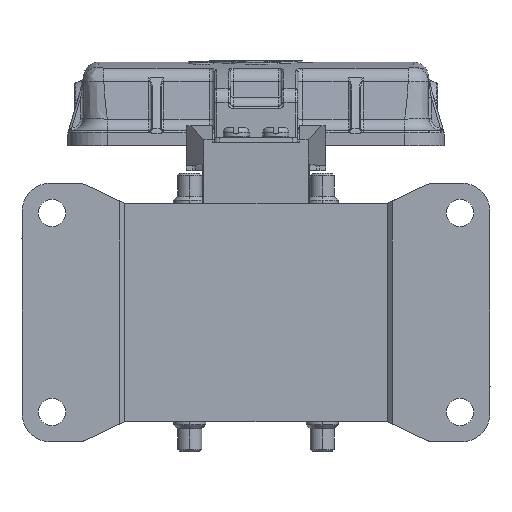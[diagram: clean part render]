
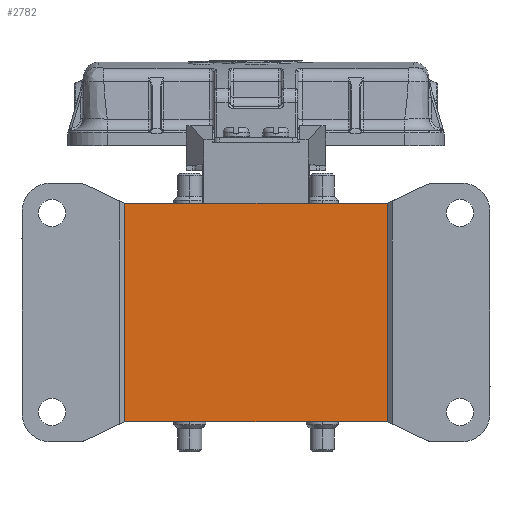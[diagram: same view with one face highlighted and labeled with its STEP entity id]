
A CAD part, front view. The second image highlights one B-rep face of the part: STEP entity #2782.
In plain terms, the highlighted planar face has unit normal (0, -1, 0).
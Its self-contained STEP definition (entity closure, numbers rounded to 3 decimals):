
#1294=PLANE('',#27443);
#2782=ADVANCED_FACE('',(#4832),#1294,.T.);
#4832=FACE_OUTER_BOUND('',#6362,.T.);
#6362=EDGE_LOOP('',(#17727,#17728,#17729,#17730,#17731,#17732,#17733,#17734));
#17727=ORIENTED_EDGE('',*,*,#24024,.F.);
#17728=ORIENTED_EDGE('',*,*,#23284,.T.);
#17729=ORIENTED_EDGE('',*,*,#24030,.F.);
#17730=ORIENTED_EDGE('',*,*,#24017,.F.);
#17731=ORIENTED_EDGE('',*,*,#24031,.F.);
#17732=ORIENTED_EDGE('',*,*,#24032,.F.);
#17733=ORIENTED_EDGE('',*,*,#24033,.F.);
#17734=ORIENTED_EDGE('',*,*,#24028,.F.);
#19815=VERTEX_POINT('',#64539);
#19816=VERTEX_POINT('',#64544);
#20295=VERTEX_POINT('',#66486);
#20296=VERTEX_POINT('',#66491);
#20301=VERTEX_POINT('',#66511);
#20304=VERTEX_POINT('',#66525);
#20305=VERTEX_POINT('',#66539);
#20306=VERTEX_POINT('',#66544);
#23284=EDGE_CURVE('',#19816,#19815,#25138,.T.);
#24017=EDGE_CURVE('',#20295,#20296,#25256,.T.);
#24024=EDGE_CURVE('',#19816,#20301,#25258,.T.);
#24028=EDGE_CURVE('',#20301,#20304,#25260,.T.);
#24030=EDGE_CURVE('',#20296,#19815,#25262,.T.);
#24031=EDGE_CURVE('',#20305,#20295,#25263,.T.);
#24032=EDGE_CURVE('',#20306,#20305,#25264,.T.);
#24033=EDGE_CURVE('',#20304,#20306,#25265,.T.);
#25138=B_SPLINE_CURVE_WITH_KNOTS('',3,(#64540,#64541,#64542,#64543),
 .UNSPECIFIED.,.F.,.F.,(4,4),(0.,1.),.UNSPECIFIED.);
#25256=B_SPLINE_CURVE_WITH_KNOTS('',3,(#66487,#66488,#66489,#66490),
 .UNSPECIFIED.,.F.,.F.,(4,4),(0.,1.),.UNSPECIFIED.);
#25258=B_SPLINE_CURVE_WITH_KNOTS('',3,(#66507,#66508,#66509,#66510),
 .UNSPECIFIED.,.F.,.F.,(4,4),(0.,1.),.UNSPECIFIED.);
#25260=B_SPLINE_CURVE_WITH_KNOTS('',3,(#66521,#66522,#66523,#66524),
 .UNSPECIFIED.,.F.,.F.,(4,4),(0.,1.),.UNSPECIFIED.);
#25262=B_SPLINE_CURVE_WITH_KNOTS('',3,(#66531,#66532,#66533,#66534),
 .UNSPECIFIED.,.F.,.F.,(4,4),(0.,1.),.UNSPECIFIED.);
#25263=B_SPLINE_CURVE_WITH_KNOTS('',3,(#66535,#66536,#66537,#66538),
 .UNSPECIFIED.,.F.,.F.,(4,4),(0.,1.),.UNSPECIFIED.);
#25264=B_SPLINE_CURVE_WITH_KNOTS('',3,(#66540,#66541,#66542,#66543),
 .UNSPECIFIED.,.F.,.F.,(4,4),(0.,1.),.UNSPECIFIED.);
#25265=B_SPLINE_CURVE_WITH_KNOTS('',3,(#66545,#66546,#66547,#66548),
 .UNSPECIFIED.,.F.,.F.,(4,4),(0.,1.),.UNSPECIFIED.);
#27443=AXIS2_PLACEMENT_3D('',#66549,#33404,#33405);
#33404=DIRECTION('',(0.,-1.,0.));
#33405=DIRECTION('',(-1.,0.,0.));
#64539=CARTESIAN_POINT('',(-0.65,50.375,62.434));
#64540=CARTESIAN_POINT('',(52.055,50.375,62.434));
#64541=CARTESIAN_POINT('',(34.487,50.375,62.434));
#64542=CARTESIAN_POINT('',(16.918,50.375,62.434));
#64543=CARTESIAN_POINT('',(-0.65,50.375,62.434));
#64544=CARTESIAN_POINT('',(52.055,50.375,62.434));
#66486=CARTESIAN_POINT('',(-0.668,50.375,18.594));
#66487=CARTESIAN_POINT('',(-0.668,50.376,18.594));
#66488=CARTESIAN_POINT('',(-0.668,50.376,33.21));
#66489=CARTESIAN_POINT('',(-0.668,50.376,47.826));
#66490=CARTESIAN_POINT('',(-0.668,50.376,62.441));
#66491=CARTESIAN_POINT('',(-0.668,50.375,62.441));
#66507=CARTESIAN_POINT('',(52.055,50.375,62.434));
#66508=CARTESIAN_POINT('',(52.061,50.375,62.436));
#66509=CARTESIAN_POINT('',(52.066,50.375,62.439));
#66510=CARTESIAN_POINT('',(52.072,50.375,62.442));
#66511=CARTESIAN_POINT('',(52.073,50.375,62.44));
#66521=CARTESIAN_POINT('',(52.073,50.376,62.44));
#66522=CARTESIAN_POINT('',(52.073,50.376,47.825));
#66523=CARTESIAN_POINT('',(52.073,50.376,33.209));
#66524=CARTESIAN_POINT('',(52.073,50.376,18.593));
#66525=CARTESIAN_POINT('',(52.073,50.375,18.593));
#66531=CARTESIAN_POINT('',(-0.667,50.375,62.442));
#66532=CARTESIAN_POINT('',(-0.662,50.375,62.439));
#66533=CARTESIAN_POINT('',(-0.656,50.375,62.436));
#66534=CARTESIAN_POINT('',(-0.65,50.375,62.434));
#66535=CARTESIAN_POINT('',(-0.65,50.375,18.601));
#66536=CARTESIAN_POINT('',(-0.656,50.375,18.598));
#66537=CARTESIAN_POINT('',(-0.661,50.375,18.596));
#66538=CARTESIAN_POINT('',(-0.667,50.375,18.593));
#66539=CARTESIAN_POINT('',(-0.65,50.375,18.6));
#66540=CARTESIAN_POINT('',(52.055,50.375,18.601));
#66541=CARTESIAN_POINT('',(34.487,50.375,18.601));
#66542=CARTESIAN_POINT('',(16.918,50.375,18.601));
#66543=CARTESIAN_POINT('',(-0.65,50.375,18.601));
#66544=CARTESIAN_POINT('',(52.055,50.375,18.601));
#66545=CARTESIAN_POINT('',(52.073,50.375,18.593));
#66546=CARTESIAN_POINT('',(52.067,50.375,18.595));
#66547=CARTESIAN_POINT('',(52.061,50.375,18.598));
#66548=CARTESIAN_POINT('',(52.055,50.375,18.601));
#66549=CARTESIAN_POINT('',(25.703,50.375,40.517));
